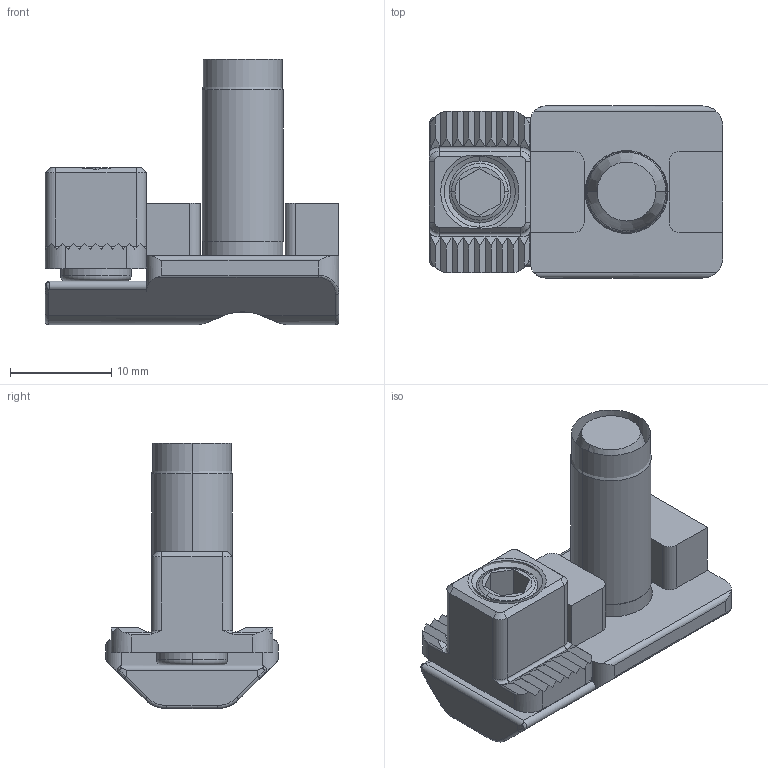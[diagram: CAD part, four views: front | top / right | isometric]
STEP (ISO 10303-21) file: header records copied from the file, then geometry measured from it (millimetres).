
FILE_DESCRIPTION((''),'2;1');
FILE_NAME('P154_ASM','2008-11-26T',('Demond'),(''),'PRO/ENGINEER BY PARAMETRIC TECHNOLOGY CORPORATION, 2005030','PRO/ENGINEER BY PARAMETRIC TECHNOLOGY CORPORATION, 2005030','');
FILE_SCHEMA(('AUTOMOTIVE_DESIGN_CC2 { 1 2 10303 214 -1 1 5 2 }'));
Length unit declared in the file: millimetre
Products named in the file (5): P154-1; P154-2; P-SCHRAUBE-01; P-SCHRAUBE-04; P154_ASM
Assembly tree (4 placements, depth 2):
  P154_ASM
    P154-1
    P154-2
    P-SCHRAUBE-01
    P-SCHRAUBE-04
Bounding box: 29 x 17 x 26.2 mm (x, y, z)
Volume: 4431.4 mm3; surface area: 4535.4 mm2
Topology: 4 solids, 7 shells, 242 faces, 601 edges, 369 vertices
Faces by surface type: plane 129, cylinder 65, cone 28, torus 14, bspline 6
Entity records: 9553 total; most frequent: CARTESIAN_POINT 1923, ORIENTED_EDGE 1186, DIRECTION 1163, PRESENTATION_STYLE_ASSIGNMENT 606, STYLED_ITEM 606, CURVE_STYLE 599, EDGE_CURVE 599, AXIS2_PLACEMENT_3D 399
